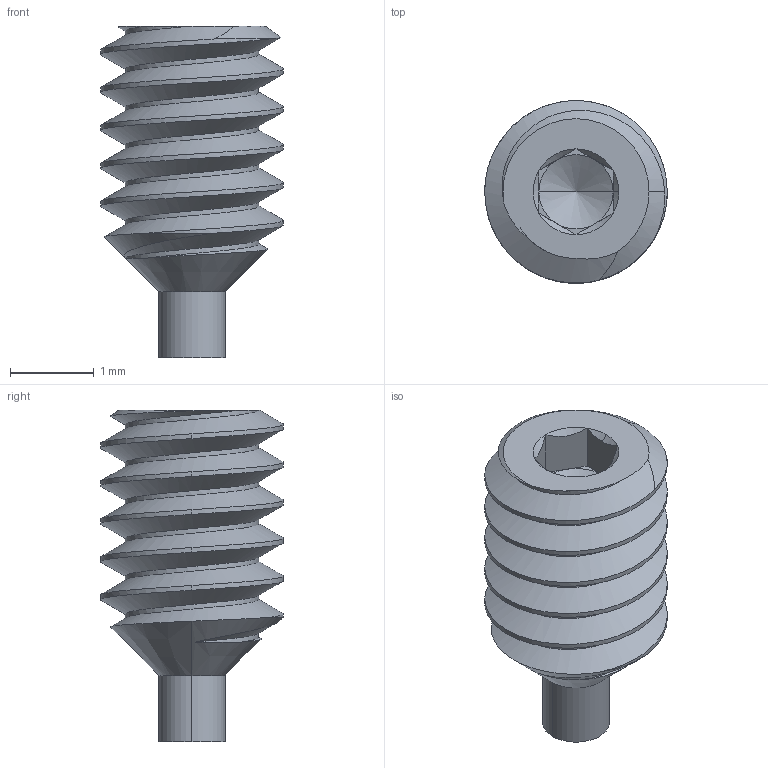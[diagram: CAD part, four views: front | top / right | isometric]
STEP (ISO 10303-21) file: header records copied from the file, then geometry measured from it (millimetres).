
FILE_DESCRIPTION (( 'STEP AP214' ), '1' );
FILE_NAME ('TTN215404-E0W.STEP', '2020-06-05T19:23:06', ( '' ), ( '' ), 'SwSTEP 2.0', 'SolidWorks 2018', '' );
FILE_SCHEMA (( 'AUTOMOTIVE_DESIGN' ));
Length unit declared in the file: inch
Products named in the file (1): TTN215404-E0W
Bounding box: 2.18 x 2.18 x 3.97 mm (x, y, z)
Volume: 8.2 mm3; surface area: 37 mm2
Topology: 1 solids, 1 shells, 44 faces, 104 edges, 61 vertices
Faces by surface type: cone 14, plane 14, cylinder 13, bspline 3
Entity records: 2891 total; most frequent: CARTESIAN_POINT 1381, ORIENTED_EDGE 204, DIRECTION 165, EDGE_CURVE 102, AXIS2_PLACEMENT_3D 64, VERTEX_POINT 61, LENGTH_MEASURE_WITH_UNIT 47, DIMENSIONAL_EXPONENTS 47
